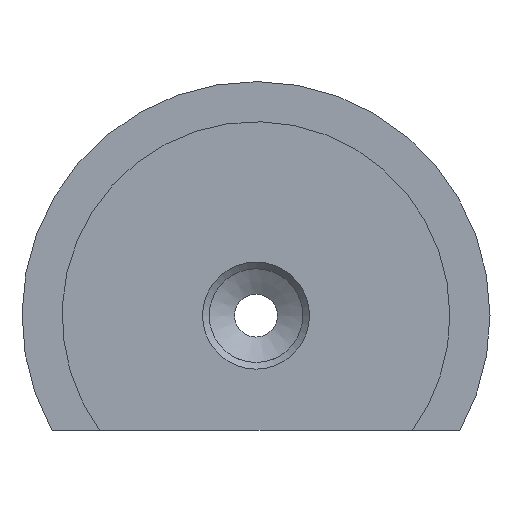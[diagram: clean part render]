
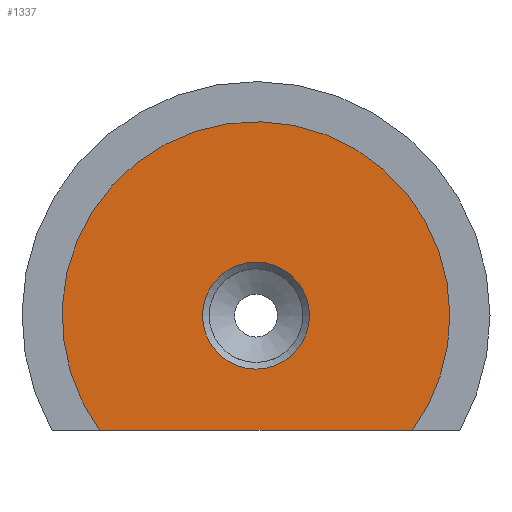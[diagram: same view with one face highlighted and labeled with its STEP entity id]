
A CAD part, front view. The second image highlights one B-rep face of the part: STEP entity #1337.
In plain terms, the highlighted planar face has unit normal (0, -1, 0).
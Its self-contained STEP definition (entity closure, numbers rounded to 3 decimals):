
#300 = CONICAL_SURFACE('',#301,3.5,0.785);
#301 = AXIS2_PLACEMENT_3D('',#302,#303,#304);
#302 = CARTESIAN_POINT('',(0.,0.5,0.));
#303 = DIRECTION('',(0.,-1.,0.));
#304 = DIRECTION('',(1.,0.,0.));
#1141 = VERTEX_POINT('',#1142);
#1142 = CARTESIAN_POINT('',(4.,0.,0.));
#1163 = EDGE_CURVE('',#1141,#1141,#1164,.T.);
#1164 = SURFACE_CURVE('',#1165,(#1170,#1177),.PCURVE_S1.);
#1165 = CIRCLE('',#1166,4.);
#1166 = AXIS2_PLACEMENT_3D('',#1167,#1168,#1169);
#1167 = CARTESIAN_POINT('',(0.,0.,0.));
#1168 = DIRECTION('',(0.,-1.,0.));
#1169 = DIRECTION('',(1.,0.,0.));
#1170 = PCURVE('',#300,#1171);
#1171 = DEFINITIONAL_REPRESENTATION('',(#1172),#1176);
#1172 = LINE('',#1173,#1174);
#1173 = CARTESIAN_POINT('',(0.,0.5));
#1174 = VECTOR('',#1175,1.);
#1175 = DIRECTION('',(1.,0.));
#1176 = ( GEOMETRIC_REPRESENTATION_CONTEXT(2) 
PARAMETRIC_REPRESENTATION_CONTEXT() REPRESENTATION_CONTEXT('2D SPACE',''
  ) );
#1177 = PCURVE('',#1178,#1183);
#1178 = PLANE('',#1179);
#1179 = AXIS2_PLACEMENT_3D('',#1180,#1181,#1182);
#1180 = CARTESIAN_POINT('',(0.,0.,0.));
#1181 = DIRECTION('',(-0.,-1.,-0.));
#1182 = DIRECTION('',(1.,0.,0.));
#1183 = DEFINITIONAL_REPRESENTATION('',(#1184),#1188);
#1184 = CIRCLE('',#1185,4.);
#1185 = AXIS2_PLACEMENT_2D('',#1186,#1187);
#1186 = CARTESIAN_POINT('',(0.,0.));
#1187 = DIRECTION('',(1.,-0.));
#1188 = ( GEOMETRIC_REPRESENTATION_CONTEXT(2) 
PARAMETRIC_REPRESENTATION_CONTEXT() REPRESENTATION_CONTEXT('2D SPACE',''
  ) );
#1233 = PLANE('',#1234);
#1234 = AXIS2_PLACEMENT_3D('',#1235,#1236,#1237);
#1235 = CARTESIAN_POINT('',(-15.25,0.,-8.584));
#1236 = DIRECTION('',(0.,0.,-1.));
#1237 = DIRECTION('',(1.,0.,0.));
#1337 = ADVANCED_FACE('',(#1338,#1341),#1178,.T.);
#1338 = FACE_BOUND('',#1339,.F.);
#1339 = EDGE_LOOP('',(#1340));
#1340 = ORIENTED_EDGE('',*,*,#1163,.T.);
#1341 = FACE_BOUND('',#1342,.F.);
#1342 = EDGE_LOOP('',(#1343,#1378,#1411));
#1343 = ORIENTED_EDGE('',*,*,#1344,.T.);
#1344 = EDGE_CURVE('',#1345,#1347,#1349,.T.);
#1345 = VERTEX_POINT('',#1346);
#1346 = CARTESIAN_POINT('',(-11.686,0.,-8.584));
#1347 = VERTEX_POINT('',#1348);
#1348 = CARTESIAN_POINT('',(14.5,0.,0.));
#1349 = SURFACE_CURVE('',#1350,(#1355,#1366),.PCURVE_S1.);
#1350 = CIRCLE('',#1351,14.5);
#1351 = AXIS2_PLACEMENT_3D('',#1352,#1353,#1354);
#1352 = CARTESIAN_POINT('',(0.,0.,0.));
#1353 = DIRECTION('',(-0.,1.,0.));
#1354 = DIRECTION('',(1.,0.,0.));
#1355 = PCURVE('',#1178,#1356);
#1356 = DEFINITIONAL_REPRESENTATION('',(#1357),#1365);
#1357 = ( BOUNDED_CURVE() B_SPLINE_CURVE(2,(#1358,#1359,#1360,#1361,
#1362,#1363,#1364),.UNSPECIFIED.,.T.,.F.) B_SPLINE_CURVE_WITH_KNOTS((1,2
    ,2,2,2,1),(-2.094,0.,2.094,4.189,
6.283,8.378),.UNSPECIFIED.) CURVE() 
GEOMETRIC_REPRESENTATION_ITEM() RATIONAL_B_SPLINE_CURVE((1.,0.5,1.,0.5,
1.,0.5,1.)) REPRESENTATION_ITEM('') );
#1358 = CARTESIAN_POINT('',(14.5,0.));
#1359 = CARTESIAN_POINT('',(14.5,-25.115));
#1360 = CARTESIAN_POINT('',(-7.25,-12.557));
#1361 = CARTESIAN_POINT('',(-29.,0.));
#1362 = CARTESIAN_POINT('',(-7.25,12.557));
#1363 = CARTESIAN_POINT('',(14.5,25.115));
#1364 = CARTESIAN_POINT('',(14.5,0.));
#1365 = ( GEOMETRIC_REPRESENTATION_CONTEXT(2) 
PARAMETRIC_REPRESENTATION_CONTEXT() REPRESENTATION_CONTEXT('2D SPACE',''
  ) );
#1366 = PCURVE('',#1367,#1372);
#1367 = CYLINDRICAL_SURFACE('',#1368,14.5);
#1368 = AXIS2_PLACEMENT_3D('',#1369,#1370,#1371);
#1369 = CARTESIAN_POINT('',(0.,0.,0.));
#1370 = DIRECTION('',(0.,1.,0.));
#1371 = DIRECTION('',(1.,0.,0.));
#1372 = DEFINITIONAL_REPRESENTATION('',(#1373),#1377);
#1373 = LINE('',#1374,#1375);
#1374 = CARTESIAN_POINT('',(0.,0.));
#1375 = VECTOR('',#1376,1.);
#1376 = DIRECTION('',(1.,0.));
#1377 = ( GEOMETRIC_REPRESENTATION_CONTEXT(2) 
PARAMETRIC_REPRESENTATION_CONTEXT() REPRESENTATION_CONTEXT('2D SPACE',''
  ) );
#1378 = ORIENTED_EDGE('',*,*,#1379,.T.);
#1379 = EDGE_CURVE('',#1347,#1380,#1382,.T.);
#1380 = VERTEX_POINT('',#1381);
#1381 = CARTESIAN_POINT('',(11.686,0.,-8.584));
#1382 = SURFACE_CURVE('',#1383,(#1388,#1399),.PCURVE_S1.);
#1383 = CIRCLE('',#1384,14.5);
#1384 = AXIS2_PLACEMENT_3D('',#1385,#1386,#1387);
#1385 = CARTESIAN_POINT('',(0.,0.,0.));
#1386 = DIRECTION('',(-0.,1.,0.));
#1387 = DIRECTION('',(1.,0.,0.));
#1388 = PCURVE('',#1178,#1389);
#1389 = DEFINITIONAL_REPRESENTATION('',(#1390),#1398);
#1390 = ( BOUNDED_CURVE() B_SPLINE_CURVE(2,(#1391,#1392,#1393,#1394,
#1395,#1396,#1397),.UNSPECIFIED.,.T.,.F.) B_SPLINE_CURVE_WITH_KNOTS((1,2
    ,2,2,2,1),(-2.094,0.,2.094,4.189,
6.283,8.378),.UNSPECIFIED.) CURVE() 
GEOMETRIC_REPRESENTATION_ITEM() RATIONAL_B_SPLINE_CURVE((1.,0.5,1.,0.5,
1.,0.5,1.)) REPRESENTATION_ITEM('') );
#1391 = CARTESIAN_POINT('',(14.5,0.));
#1392 = CARTESIAN_POINT('',(14.5,-25.115));
#1393 = CARTESIAN_POINT('',(-7.25,-12.557));
#1394 = CARTESIAN_POINT('',(-29.,0.));
#1395 = CARTESIAN_POINT('',(-7.25,12.557));
#1396 = CARTESIAN_POINT('',(14.5,25.115));
#1397 = CARTESIAN_POINT('',(14.5,0.));
#1398 = ( GEOMETRIC_REPRESENTATION_CONTEXT(2) 
PARAMETRIC_REPRESENTATION_CONTEXT() REPRESENTATION_CONTEXT('2D SPACE',''
  ) );
#1399 = PCURVE('',#1400,#1405);
#1400 = CYLINDRICAL_SURFACE('',#1401,14.5);
#1401 = AXIS2_PLACEMENT_3D('',#1402,#1403,#1404);
#1402 = CARTESIAN_POINT('',(0.,0.,0.));
#1403 = DIRECTION('',(0.,1.,0.));
#1404 = DIRECTION('',(1.,0.,0.));
#1405 = DEFINITIONAL_REPRESENTATION('',(#1406),#1410);
#1406 = LINE('',#1407,#1408);
#1407 = CARTESIAN_POINT('',(0.,0.));
#1408 = VECTOR('',#1409,1.);
#1409 = DIRECTION('',(1.,0.));
#1410 = ( GEOMETRIC_REPRESENTATION_CONTEXT(2) 
PARAMETRIC_REPRESENTATION_CONTEXT() REPRESENTATION_CONTEXT('2D SPACE',''
  ) );
#1411 = ORIENTED_EDGE('',*,*,#1412,.F.);
#1412 = EDGE_CURVE('',#1345,#1380,#1413,.T.);
#1413 = SURFACE_CURVE('',#1414,(#1418,#1425),.PCURVE_S1.);
#1414 = LINE('',#1415,#1416);
#1415 = CARTESIAN_POINT('',(-15.25,0.,-8.584));
#1416 = VECTOR('',#1417,1.);
#1417 = DIRECTION('',(1.,0.,0.));
#1418 = PCURVE('',#1178,#1419);
#1419 = DEFINITIONAL_REPRESENTATION('',(#1420),#1424);
#1420 = LINE('',#1421,#1422);
#1421 = CARTESIAN_POINT('',(-15.25,-8.584));
#1422 = VECTOR('',#1423,1.);
#1423 = DIRECTION('',(1.,-0.));
#1424 = ( GEOMETRIC_REPRESENTATION_CONTEXT(2) 
PARAMETRIC_REPRESENTATION_CONTEXT() REPRESENTATION_CONTEXT('2D SPACE',''
  ) );
#1425 = PCURVE('',#1233,#1426);
#1426 = DEFINITIONAL_REPRESENTATION('',(#1427),#1431);
#1427 = LINE('',#1428,#1429);
#1428 = CARTESIAN_POINT('',(0.,0.));
#1429 = VECTOR('',#1430,1.);
#1430 = DIRECTION('',(1.,0.));
#1431 = ( GEOMETRIC_REPRESENTATION_CONTEXT(2) 
PARAMETRIC_REPRESENTATION_CONTEXT() REPRESENTATION_CONTEXT('2D SPACE',''
  ) );
